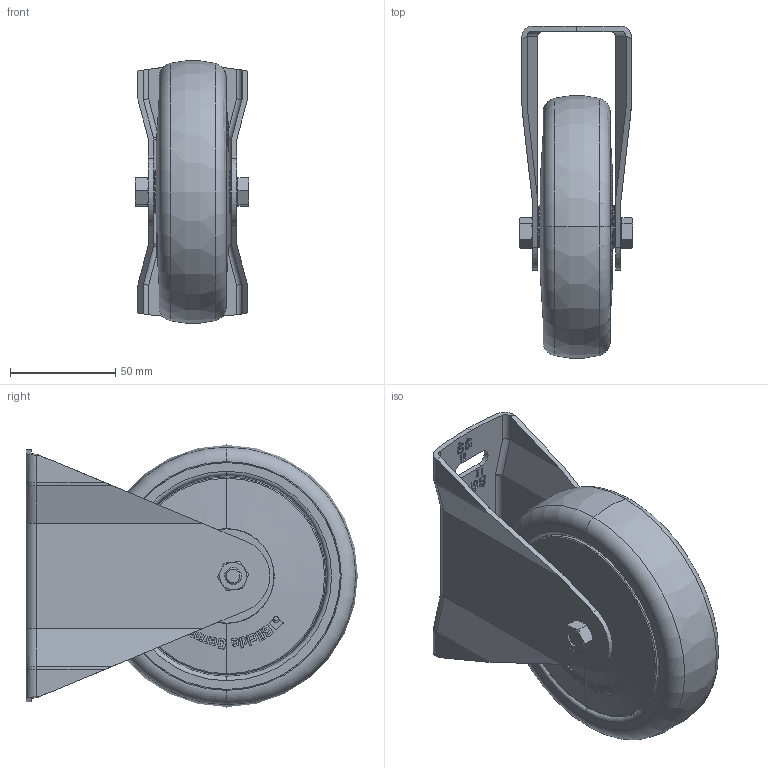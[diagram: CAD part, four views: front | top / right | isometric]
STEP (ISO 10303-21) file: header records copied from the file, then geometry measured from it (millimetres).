
FILE_DESCRIPTION (( 'STEP AP214' ), '1' );
FILE_NAME ('Accessories for aluminium profiles098F125U4045NESD.step', '2016-10-19T17:35:24', ( '' ), ( '' ), 'SwSTEP 2.0', 'SolidWorks 2016', '' );
FILE_SCHEMA (( 'AUTOMOTIVE_DESIGN' ));
Length unit declared in the file: millimetre
Products named in the file (5): 4DIN931M08048MS01; Accessories for aluminium profiles098F125U4045NESD; PATH_126_8K-ELS-FK-845680_214_selction no pls; 098F4045R u.Tab_098F1254045; 4DIN934M08M
Assembly tree (4 placements, depth 2):
  Accessories for aluminium profiles098F125U4045NESD
    4DIN931M08048MS01
    4DIN934M08M
    098F4045R u.Tab_098F1254045
    PATH_126_8K-ELS-FK-845680_214_selction no pls
Bounding box: 54.2 x 157.86 x 124.71 mm (x, y, z)
Volume: 301434.6 mm3; surface area: 121862.7 mm2
Topology: 4 solids, 4 shells, 1524 faces, 4033 edges, 2640 vertices
Faces by surface type: plane 728, bspline 531, cone 123, cylinder 97, torus 41, sphere 4
Entity records: 87648 total; most frequent: CARTESIAN_POINT 41085, ORIENTED_EDGE 8050, DIRECTION 4530, EDGE_CURVE 4025, VERTEX_POINT 2640, LINE 1866, VECTOR 1866, B_SPLINE_CURVE_WITH_KNOTS 1796
